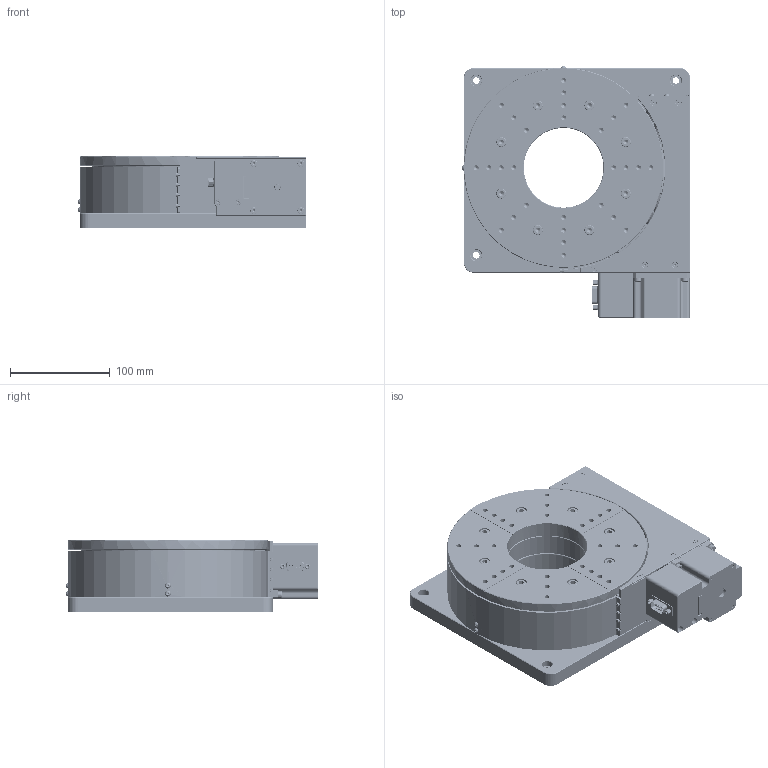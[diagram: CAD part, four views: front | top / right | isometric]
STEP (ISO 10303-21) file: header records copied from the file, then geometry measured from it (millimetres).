
FILE_DESCRIPTION (( 'STEP AP203' ), '1' );
FILE_NAME ('FMSR200.STEP', '2024-12-03T02:51:20', ( 'USER-' ), ( 'Microsoft' ), 'SwSTEP 2.0', 'SolidWorks 2020', '' );
FILE_SCHEMA (( 'CONFIG_CONTROL_DESIGN' ));
Products named in the file (1): FMSR200
Bounding box: 228.15 x 251.66 x 72.5 mm (x, y, z)
Volume: 1941432.7 mm3; surface area: 561292.1 mm2
Topology: 114 solids, 115 shells, 6273 faces, 15414 edges, 9412 vertices
Faces by surface type: cylinder 2741, plane 2186, cone 840, bspline 277, torus 180, sphere 49
Entity records: 305795 total; most frequent: CARTESIAN_POINT 166158, ORIENTED_EDGE 30116, DIRECTION 27733, EDGE_CURVE 15058, AXIS2_PLACEMENT_3D 10219, VERTEX_POINT 9399, VECTOR 7295, LINE 7295
